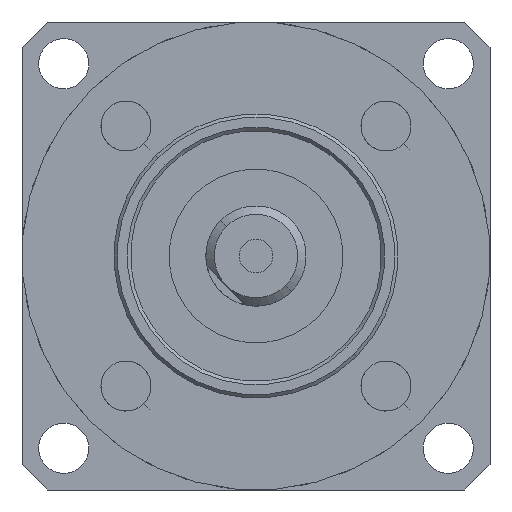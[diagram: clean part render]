
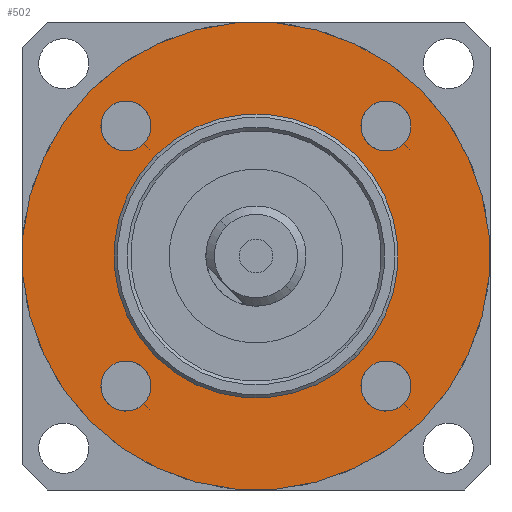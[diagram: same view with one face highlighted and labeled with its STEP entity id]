
A CAD part, front view. The second image highlights one B-rep face of the part: STEP entity #502.
In plain terms, the highlighted face is planar.
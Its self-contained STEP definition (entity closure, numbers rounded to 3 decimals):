
#7 = AXIS2_PLACEMENT_3D ( 'NONE', #6475, #7330, #3502 ) ;
#52 = EDGE_CURVE ( 'NONE', #5641, #7121, #5706, .T. ) ;
#84 = DIRECTION ( 'NONE',  ( 0., 0., -1. ) ) ;
#138 = CARTESIAN_POINT ( 'NONE',  ( 14., 0., 0. ) ) ;
#232 = VERTEX_POINT ( 'NONE', #2561 ) ;
#362 = CARTESIAN_POINT ( 'NONE',  ( -11., 0., 0. ) ) ;
#416 = CIRCLE ( 'NONE', #6022, 8.5 ) ;
#502 = ADVANCED_FACE ( 'NONE', ( #9603, #7498, #8900, #8104, #8947, #1213 ), #5112, .F. ) ;
#574 = VERTEX_POINT ( 'NONE', #1975 ) ;
#666 = CARTESIAN_POINT ( 'NONE',  ( -1.5, -11., 0. ) ) ;
#668 = ORIENTED_EDGE ( 'NONE', *, *, #7909, .F. ) ;
#711 = CARTESIAN_POINT ( 'NONE',  ( -1.5, 11., 0. ) ) ;
#956 = EDGE_CURVE ( 'NONE', #5310, #2141, #416, .T. ) ;
#986 = EDGE_LOOP ( 'NONE', ( #668, #7929 ) ) ;
#1068 = EDGE_LOOP ( 'NONE', ( #9121, #9573 ) ) ;
#1080 = CIRCLE ( 'NONE', #1894, 1.5 ) ;
#1213 = FACE_OUTER_BOUND ( 'NONE', #8269, .T. ) ;
#1230 = AXIS2_PLACEMENT_3D ( 'NONE', #9708, #2916, #4361 ) ;
#1391 = DIRECTION ( 'NONE',  ( -1., 0., 0. ) ) ;
#1460 = EDGE_CURVE ( 'NONE', #574, #4081, #7438, .T. ) ;
#1730 = CARTESIAN_POINT ( 'NONE',  ( 0., 11., 0. ) ) ;
#1894 = AXIS2_PLACEMENT_3D ( 'NONE', #362, #7191, #9499 ) ;
#1967 = ORIENTED_EDGE ( 'NONE', *, *, #2674, .F. ) ;
#1975 = CARTESIAN_POINT ( 'NONE',  ( 1.5, -11., 0. ) ) ;
#2024 = DIRECTION ( 'NONE',  ( 0., 0., -1. ) ) ;
#2141 = VERTEX_POINT ( 'NONE', #9792 ) ;
#2161 = DIRECTION ( 'NONE',  ( 0., 0., 1. ) ) ;
#2170 = CARTESIAN_POINT ( 'NONE',  ( 11., 0., 0. ) ) ;
#2247 = CIRCLE ( 'NONE', #8996, 1.5 ) ;
#2561 = CARTESIAN_POINT ( 'NONE',  ( -12.5, 0., 0. ) ) ;
#2645 = CARTESIAN_POINT ( 'NONE',  ( -9.5, 0., 0. ) ) ;
#2674 = EDGE_CURVE ( 'NONE', #232, #7814, #1080, .T. ) ;
#2724 = DIRECTION ( 'NONE',  ( 0., 0., -1. ) ) ;
#2817 = CARTESIAN_POINT ( 'NONE',  ( 0., 11., 0. ) ) ;
#2870 = CIRCLE ( 'NONE', #8316, 1.5 ) ;
#2906 = AXIS2_PLACEMENT_3D ( 'NONE', #9500, #7192, #5564 ) ;
#2915 = CARTESIAN_POINT ( 'NONE',  ( 0., 0., 0. ) ) ;
#2916 = DIRECTION ( 'NONE',  ( 0., 0., 1. ) ) ;
#2927 = DIRECTION ( 'NONE',  ( -1., 0., 0. ) ) ;
#3048 = DIRECTION ( 'NONE',  ( 0., 0., -1. ) ) ;
#3135 = AXIS2_PLACEMENT_3D ( 'NONE', #2170, #2724, #2927 ) ;
#3502 = DIRECTION ( 'NONE',  ( -1., 0., 0. ) ) ;
#3523 = AXIS2_PLACEMENT_3D ( 'NONE', #2817, #2024, #8796 ) ;
#3817 = VERTEX_POINT ( 'NONE', #3971 ) ;
#3971 = CARTESIAN_POINT ( 'NONE',  ( 1.5, 11., 0. ) ) ;
#4081 = VERTEX_POINT ( 'NONE', #666 ) ;
#4330 = CIRCLE ( 'NONE', #7, 8.5 ) ;
#4353 = CARTESIAN_POINT ( 'NONE',  ( 0., -11., 0. ) ) ;
#4361 = DIRECTION ( 'NONE',  ( 1., 0., 0. ) ) ;
#4967 = AXIS2_PLACEMENT_3D ( 'NONE', #1730, #84, #7774 ) ;
#5059 = EDGE_CURVE ( 'NONE', #4081, #574, #2870, .T. ) ;
#5112 = PLANE ( 'NONE',  #1230 ) ;
#5121 = ORIENTED_EDGE ( 'NONE', *, *, #5059, .F. ) ;
#5211 = DIRECTION ( 'NONE',  ( 0., 0., -1. ) ) ;
#5310 = VERTEX_POINT ( 'NONE', #6984 ) ;
#5564 = DIRECTION ( 'NONE',  ( 1., 0., 0. ) ) ;
#5641 = VERTEX_POINT ( 'NONE', #6740 ) ;
#5706 = CIRCLE ( 'NONE', #3135, 1.5 ) ;
#5952 = CIRCLE ( 'NONE', #4967, 1.5 ) ;
#6022 = AXIS2_PLACEMENT_3D ( 'NONE', #6680, #9895, #1391 ) ;
#6031 = EDGE_LOOP ( 'NONE', ( #7820, #5121 ) ) ;
#6246 = CIRCLE ( 'NONE', #3523, 1.5 ) ;
#6301 = AXIS2_PLACEMENT_3D ( 'NONE', #4353, #7444, #6686 ) ;
#6475 = CARTESIAN_POINT ( 'NONE',  ( 0., 0., 0. ) ) ;
#6611 = ORIENTED_EDGE ( 'NONE', *, *, #7110, .F. ) ;
#6680 = CARTESIAN_POINT ( 'NONE',  ( 0., 0., 0. ) ) ;
#6686 = DIRECTION ( 'NONE',  ( -1., 0., 0. ) ) ;
#6740 = CARTESIAN_POINT ( 'NONE',  ( 9.5, 0., 0. ) ) ;
#6768 = AXIS2_PLACEMENT_3D ( 'NONE', #9944, #3048, #9746 ) ;
#6984 = CARTESIAN_POINT ( 'NONE',  ( -8.5, 0., 0. ) ) ;
#7074 = AXIS2_PLACEMENT_3D ( 'NONE', #2915, #2161, #7345 ) ;
#7110 = EDGE_CURVE ( 'NONE', #7714, #3817, #6246, .T. ) ;
#7121 = VERTEX_POINT ( 'NONE', #8948 ) ;
#7191 = DIRECTION ( 'NONE',  ( 0., 0., -1. ) ) ;
#7192 = DIRECTION ( 'NONE',  ( 0., 0., 1. ) ) ;
#7330 = DIRECTION ( 'NONE',  ( 0., 0., -1. ) ) ;
#7345 = DIRECTION ( 'NONE',  ( 1., 0., 0. ) ) ;
#7438 = CIRCLE ( 'NONE', #6301, 1.5 ) ;
#7444 = DIRECTION ( 'NONE',  ( 0., 0., -1. ) ) ;
#7484 = DIRECTION ( 'NONE',  ( -1., 0., 0. ) ) ;
#7498 = FACE_BOUND ( 'NONE', #7792, .T. ) ;
#7522 = ORIENTED_EDGE ( 'NONE', *, *, #7989, .F. ) ;
#7576 = ORIENTED_EDGE ( 'NONE', *, *, #9002, .F. ) ;
#7597 = CARTESIAN_POINT ( 'NONE',  ( 0., -11., 0. ) ) ;
#7714 = VERTEX_POINT ( 'NONE', #711 ) ;
#7774 = DIRECTION ( 'NONE',  ( -1., 0., 0. ) ) ;
#7792 = EDGE_LOOP ( 'NONE', ( #7522, #1967 ) ) ;
#7814 = VERTEX_POINT ( 'NONE', #2645 ) ;
#7820 = ORIENTED_EDGE ( 'NONE', *, *, #1460, .F. ) ;
#7909 = EDGE_CURVE ( 'NONE', #2141, #5310, #4330, .T. ) ;
#7929 = ORIENTED_EDGE ( 'NONE', *, *, #956, .F. ) ;
#7931 = EDGE_CURVE ( 'NONE', #7121, #5641, #2247, .T. ) ;
#7989 = EDGE_CURVE ( 'NONE', #7814, #232, #8828, .T. ) ;
#8003 = CARTESIAN_POINT ( 'NONE',  ( -14., 0., 0. ) ) ;
#8104 = FACE_BOUND ( 'NONE', #8914, .T. ) ;
#8216 = VERTEX_POINT ( 'NONE', #138 ) ;
#8269 = EDGE_LOOP ( 'NONE', ( #7576, #8557 ) ) ;
#8282 = EDGE_CURVE ( 'NONE', #3817, #7714, #5952, .T. ) ;
#8316 = AXIS2_PLACEMENT_3D ( 'NONE', #7597, #5211, #9154 ) ;
#8557 = ORIENTED_EDGE ( 'NONE', *, *, #8695, .F. ) ;
#8633 = VERTEX_POINT ( 'NONE', #8003 ) ;
#8695 = EDGE_CURVE ( 'NONE', #8216, #8633, #9166, .T. ) ;
#8796 = DIRECTION ( 'NONE',  ( -1., 0., 0. ) ) ;
#8828 = CIRCLE ( 'NONE', #6768, 1.5 ) ;
#8885 = CARTESIAN_POINT ( 'NONE',  ( 11., 0., 0. ) ) ;
#8900 = FACE_BOUND ( 'NONE', #6031, .T. ) ;
#8914 = EDGE_LOOP ( 'NONE', ( #9831, #6611 ) ) ;
#8947 = FACE_BOUND ( 'NONE', #986, .T. ) ;
#8948 = CARTESIAN_POINT ( 'NONE',  ( 12.5, 0., 0. ) ) ;
#8996 = AXIS2_PLACEMENT_3D ( 'NONE', #8885, #9083, #7484 ) ;
#9002 = EDGE_CURVE ( 'NONE', #8633, #8216, #9825, .T. ) ;
#9083 = DIRECTION ( 'NONE',  ( 0., 0., -1. ) ) ;
#9121 = ORIENTED_EDGE ( 'NONE', *, *, #7931, .F. ) ;
#9154 = DIRECTION ( 'NONE',  ( -1., 0., 0. ) ) ;
#9166 = CIRCLE ( 'NONE', #2906, 14. ) ;
#9499 = DIRECTION ( 'NONE',  ( -1., 0., 0. ) ) ;
#9500 = CARTESIAN_POINT ( 'NONE',  ( 0., 0., 0. ) ) ;
#9573 = ORIENTED_EDGE ( 'NONE', *, *, #52, .F. ) ;
#9603 = FACE_BOUND ( 'NONE', #1068, .T. ) ;
#9708 = CARTESIAN_POINT ( 'NONE',  ( 0., 0., 0. ) ) ;
#9746 = DIRECTION ( 'NONE',  ( -1., 0., 0. ) ) ;
#9792 = CARTESIAN_POINT ( 'NONE',  ( 8.5, 0., 0. ) ) ;
#9825 = CIRCLE ( 'NONE', #7074, 14. ) ;
#9831 = ORIENTED_EDGE ( 'NONE', *, *, #8282, .F. ) ;
#9895 = DIRECTION ( 'NONE',  ( 0., 0., -1. ) ) ;
#9944 = CARTESIAN_POINT ( 'NONE',  ( -11., 0., 0. ) ) ;
